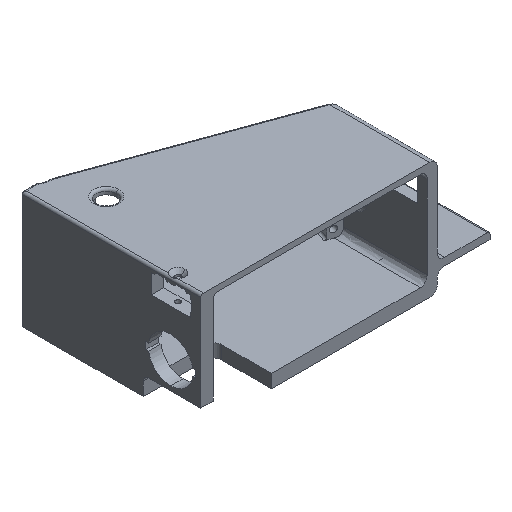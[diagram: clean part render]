
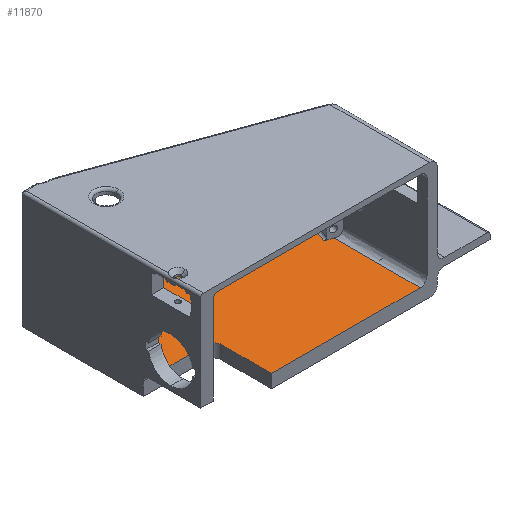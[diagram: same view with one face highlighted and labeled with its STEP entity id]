
A CAD part, isometric view. The second image highlights one B-rep face of the part: STEP entity #11870.
In plain terms, the highlighted planar face has unit normal (0, 0, 1).
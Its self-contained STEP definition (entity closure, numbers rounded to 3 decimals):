
#44 = ORIENTED_EDGE ( 'NONE', *, *, #9545, .T. ) ;
#148 = DIRECTION ( 'NONE',  ( -1., 0., 0. ) ) ;
#169 = CARTESIAN_POINT ( 'NONE',  ( 82.473, 40.324, 5.35 ) ) ;
#239 = CARTESIAN_POINT ( 'NONE',  ( -9.39, 3.418, 5.35 ) ) ;
#329 = DIRECTION ( 'NONE',  ( 0., 0., 1. ) ) ;
#359 = VERTEX_POINT ( 'NONE', #7636 ) ;
#465 = CARTESIAN_POINT ( 'NONE',  ( 15.583, 62.382, 5.35 ) ) ;
#507 = EDGE_CURVE ( 'NONE', #14413, #7395, #2462, .T. ) ;
#529 = DIRECTION ( 'NONE',  ( 0.342, 0.94, 0. ) ) ;
#818 = EDGE_CURVE ( 'NONE', #8432, #3660, #3127, .T. ) ;
#829 = LINE ( 'NONE', #12179, #12880 ) ;
#892 = ORIENTED_EDGE ( 'NONE', *, *, #4190, .F. ) ;
#1029 = ORIENTED_EDGE ( 'NONE', *, *, #14189, .F. ) ;
#1158 = EDGE_CURVE ( 'NONE', #5682, #3055, #9694, .T. ) ;
#1210 = VECTOR ( 'NONE', #10797, 1000. ) ;
#1462 = CARTESIAN_POINT ( 'NONE',  ( 0., 0., 5.35 ) ) ;
#1530 = VERTEX_POINT ( 'NONE', #8869 ) ;
#1628 = CARTESIAN_POINT ( 'NONE',  ( 2., 21.5, 5.35 ) ) ;
#1733 = CARTESIAN_POINT ( 'NONE',  ( 21.872, 60.093, 5.35 ) ) ;
#1866 = DIRECTION ( 'NONE',  ( 0.342, 0.94, 0. ) ) ;
#1964 = LINE ( 'NONE', #14406, #5773 ) ;
#2006 = CARTESIAN_POINT ( 'NONE',  ( 83.306, 32.965, 5.35 ) ) ;
#2030 = VECTOR ( 'NONE', #6411, 1000. ) ;
#2276 = AXIS2_PLACEMENT_3D ( 'NONE', #1462, #9207, #148 ) ;
#2342 = ORIENTED_EDGE ( 'NONE', *, *, #5659, .F. ) ;
#2462 = CIRCLE ( 'NONE', #4325, 3. ) ;
#2597 = CARTESIAN_POINT ( 'NONE',  ( 20.5, 18.5, 5.35 ) ) ;
#2841 = ORIENTED_EDGE ( 'NONE', *, *, #4567, .F. ) ;
#2861 = LINE ( 'NONE', #6214, #9040 ) ;
#3055 = VERTEX_POINT ( 'NONE', #6895 ) ;
#3096 = DIRECTION ( 'NONE',  ( -1., 0., 0. ) ) ;
#3110 = LINE ( 'NONE', #9546, #12306 ) ;
#3127 = CIRCLE ( 'NONE', #13176, 4. ) ;
#3311 = VECTOR ( 'NONE', #3096, 1000. ) ;
#3500 = VERTEX_POINT ( 'NONE', #8255 ) ;
#3660 = VERTEX_POINT ( 'NONE', #6711 ) ;
#4005 = CARTESIAN_POINT ( 'NONE',  ( 20.34, 55.883, 5.35 ) ) ;
#4068 = DIRECTION ( 'NONE',  ( 0., 1., 0. ) ) ;
#4190 = EDGE_CURVE ( 'NONE', #3500, #359, #9168, .T. ) ;
#4325 = AXIS2_PLACEMENT_3D ( 'NONE', #2597, #329, #7106 ) ;
#4437 = VECTOR ( 'NONE', #5170, 1000. ) ;
#4567 = EDGE_CURVE ( 'NONE', #8432, #7552, #10177, .T. ) ;
#4623 = VERTEX_POINT ( 'NONE', #169 ) ;
#4699 = EDGE_LOOP ( 'NONE', ( #892, #5268, #8405, #7078, #44, #1029, #10517, #13104, #10602, #9134, #2342, #14199, #2841, #4947, #12657 ) ) ;
#4947 = ORIENTED_EDGE ( 'NONE', *, *, #818, .T. ) ;
#5170 = DIRECTION ( 'NONE',  ( -0.94, 0.342, 0. ) ) ;
#5211 = CARTESIAN_POINT ( 'NONE',  ( -9.39, 3.418, 5.35 ) ) ;
#5268 = ORIENTED_EDGE ( 'NONE', *, *, #5971, .T. ) ;
#5659 = EDGE_CURVE ( 'NONE', #14127, #7418, #829, .T. ) ;
#5682 = VERTEX_POINT ( 'NONE', #2006 ) ;
#5773 = VECTOR ( 'NONE', #10877, 1000. ) ;
#5971 = EDGE_CURVE ( 'NONE', #3500, #7849, #13788, .T. ) ;
#6157 = DIRECTION ( 'NONE',  ( 0., -1., 0. ) ) ;
#6214 = CARTESIAN_POINT ( 'NONE',  ( 80.205, 34.093, 5.35 ) ) ;
#6334 = LINE ( 'NONE', #1733, #1210 ) ;
#6411 = DIRECTION ( 'NONE',  ( -0.94, 0.342, 0. ) ) ;
#6418 = CARTESIAN_POINT ( 'NONE',  ( 9.585, 55.552, 5.35 ) ) ;
#6605 = CARTESIAN_POINT ( 'NONE',  ( 10.2, 51.6, 5.35 ) ) ;
#6711 = CARTESIAN_POINT ( 'NONE',  ( 14.2, 51.6, 5.35 ) ) ;
#6747 = DIRECTION ( 'NONE',  ( 0.342, 0.94, 0. ) ) ;
#6781 = VECTOR ( 'NONE', #529, 1000. ) ;
#6801 = CIRCLE ( 'NONE', #11003, 4. ) ;
#6892 = CARTESIAN_POINT ( 'NONE',  ( 23.5, -1.6, 5.35 ) ) ;
#6895 = CARTESIAN_POINT ( 'NONE',  ( 80.205, 34.093, 5.35 ) ) ;
#6898 = DIRECTION ( 'NONE',  ( 0.342, 0.94, 0. ) ) ;
#7005 = FACE_OUTER_BOUND ( 'NONE', #4699, .T. ) ;
#7078 = ORIENTED_EDGE ( 'NONE', *, *, #507, .F. ) ;
#7106 = DIRECTION ( 'NONE',  ( -1., 0., 0. ) ) ;
#7395 = VERTEX_POINT ( 'NONE', #13970 ) ;
#7418 = VERTEX_POINT ( 'NONE', #9480 ) ;
#7460 = VECTOR ( 'NONE', #6747, 1000. ) ;
#7552 = VERTEX_POINT ( 'NONE', #9700 ) ;
#7606 = EDGE_CURVE ( 'NONE', #4623, #7418, #9858, .T. ) ;
#7636 = CARTESIAN_POINT ( 'NONE',  ( 7.188, 48.967, 5.35 ) ) ;
#7849 = VERTEX_POINT ( 'NONE', #11391 ) ;
#8255 = CARTESIAN_POINT ( 'NONE',  ( 2., 34.713, 5.35 ) ) ;
#8405 = ORIENTED_EDGE ( 'NONE', *, *, #12244, .F. ) ;
#8432 = VERTEX_POINT ( 'NONE', #6418 ) ;
#8869 = CARTESIAN_POINT ( 'NONE',  ( 83.306, -1.6, 5.35 ) ) ;
#9040 = VECTOR ( 'NONE', #6898, 1000. ) ;
#9134 = ORIENTED_EDGE ( 'NONE', *, *, #7606, .T. ) ;
#9142 = PLANE ( 'NONE',  #2276 ) ;
#9168 = LINE ( 'NONE', #5211, #6781 ) ;
#9207 = DIRECTION ( 'NONE',  ( 0., 0., -1. ) ) ;
#9238 = DIRECTION ( 'NONE',  ( -1., 0., 0. ) ) ;
#9480 = CARTESIAN_POINT ( 'NONE',  ( 16.318, 64.402, 5.35 ) ) ;
#9491 = CARTESIAN_POINT ( 'NONE',  ( 23.5, 0., 5.35 ) ) ;
#9529 = CARTESIAN_POINT ( 'NONE',  ( 10.2, 51.6, 5.35 ) ) ;
#9545 = EDGE_CURVE ( 'NONE', #14413, #10322, #10314, .T. ) ;
#9546 = CARTESIAN_POINT ( 'NONE',  ( 83.306, -19.035, 5.35 ) ) ;
#9694 = LINE ( 'NONE', #4005, #4437 ) ;
#9700 = CARTESIAN_POINT ( 'NONE',  ( 12.482, 63.51, 5.35 ) ) ;
#9858 = LINE ( 'NONE', #10806, #2030 ) ;
#9976 = EDGE_CURVE ( 'NONE', #7552, #14127, #6334, .T. ) ;
#10177 = LINE ( 'NONE', #239, #7460 ) ;
#10181 = CARTESIAN_POINT ( 'NONE',  ( 23.5, 18.5, 5.35 ) ) ;
#10314 = LINE ( 'NONE', #9491, #12412 ) ;
#10322 = VERTEX_POINT ( 'NONE', #6892 ) ;
#10381 = DIRECTION ( 'NONE',  ( 0., -1., 0. ) ) ;
#10517 = ORIENTED_EDGE ( 'NONE', *, *, #11431, .T. ) ;
#10602 = ORIENTED_EDGE ( 'NONE', *, *, #11681, .T. ) ;
#10797 = DIRECTION ( 'NONE',  ( 0.94, -0.342, 0. ) ) ;
#10806 = CARTESIAN_POINT ( 'NONE',  ( 22.607, 62.113, 5.35 ) ) ;
#10877 = DIRECTION ( 'NONE',  ( -1., 0., 0. ) ) ;
#10921 = LINE ( 'NONE', #13054, #3311 ) ;
#10982 = VECTOR ( 'NONE', #6157, 1000. ) ;
#11003 = AXIS2_PLACEMENT_3D ( 'NONE', #9529, #12618, #9238 ) ;
#11070 = DIRECTION ( 'NONE',  ( 0., 0., -1. ) ) ;
#11391 = CARTESIAN_POINT ( 'NONE',  ( 2., 21.5, 5.35 ) ) ;
#11431 = EDGE_CURVE ( 'NONE', #1530, #5682, #3110, .T. ) ;
#11681 = EDGE_CURVE ( 'NONE', #3055, #4623, #2861, .T. ) ;
#11870 = ADVANCED_FACE ( 'NONE', ( #7005 ), #9142, .F. ) ;
#12179 = CARTESIAN_POINT ( 'NONE',  ( 15.583, 62.382, 5.35 ) ) ;
#12244 = EDGE_CURVE ( 'NONE', #7395, #7849, #1964, .T. ) ;
#12306 = VECTOR ( 'NONE', #4068, 1000. ) ;
#12412 = VECTOR ( 'NONE', #10381, 1000. ) ;
#12618 = DIRECTION ( 'NONE',  ( 0., 0., -1. ) ) ;
#12657 = ORIENTED_EDGE ( 'NONE', *, *, #14105, .T. ) ;
#12673 = DIRECTION ( 'NONE',  ( -1., 0., 0. ) ) ;
#12880 = VECTOR ( 'NONE', #1866, 1000. ) ;
#13054 = CARTESIAN_POINT ( 'NONE',  ( 83.306, -1.6, 5.35 ) ) ;
#13104 = ORIENTED_EDGE ( 'NONE', *, *, #1158, .T. ) ;
#13176 = AXIS2_PLACEMENT_3D ( 'NONE', #6605, #11070, #12673 ) ;
#13788 = LINE ( 'NONE', #1628, #10982 ) ;
#13970 = CARTESIAN_POINT ( 'NONE',  ( 20.5, 21.5, 5.35 ) ) ;
#14105 = EDGE_CURVE ( 'NONE', #3660, #359, #6801, .T. ) ;
#14127 = VERTEX_POINT ( 'NONE', #465 ) ;
#14189 = EDGE_CURVE ( 'NONE', #1530, #10322, #10921, .T. ) ;
#14199 = ORIENTED_EDGE ( 'NONE', *, *, #9976, .F. ) ;
#14406 = CARTESIAN_POINT ( 'NONE',  ( 0., 21.5, 5.35 ) ) ;
#14413 = VERTEX_POINT ( 'NONE', #10181 ) ;
